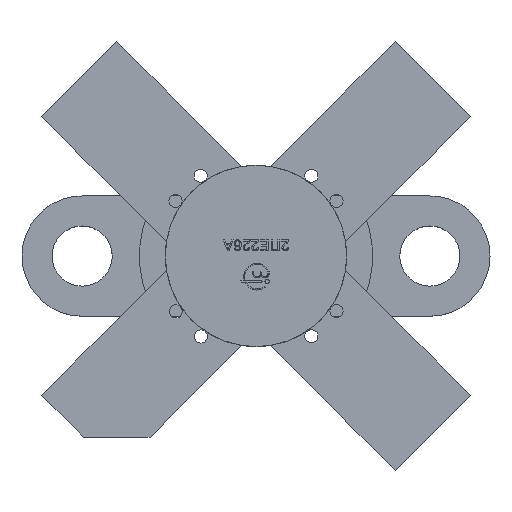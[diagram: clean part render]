
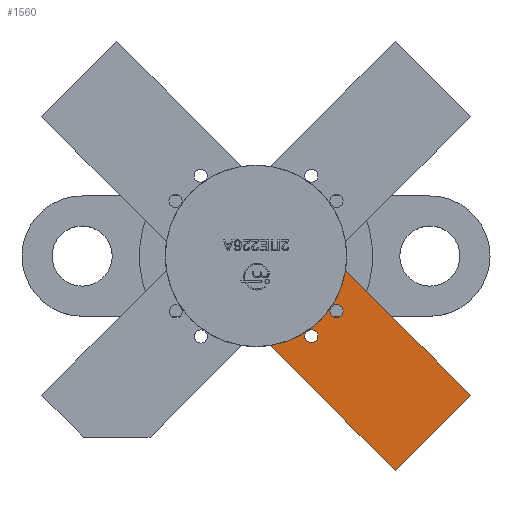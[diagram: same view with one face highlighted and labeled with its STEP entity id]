
A CAD part, top view. The second image highlights one B-rep face of the part: STEP entity #1560.
In plain terms, the highlighted planar face has unit normal (0, 0, 1).
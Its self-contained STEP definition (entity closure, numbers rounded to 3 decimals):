
#1560=ADVANCED_FACE('',(#3160,#3162,#3164),#3166,.T.);
#3160=FACE_BOUND('',#3161,.T.);
#3161=EDGE_LOOP('',(#4779,#4780,#4781,#4782));
#3162=FACE_BOUND('',#3163,.T.);
#3163=EDGE_LOOP('',(#4783));
#3164=FACE_BOUND('',#3165,.T.);
#3165=EDGE_LOOP('',(#4784));
#3166=PLANE('',#3167);
#3167=AXIS2_PLACEMENT_3D('',#3168,#3169,#3170);
#3168=CARTESIAN_POINT('',(0.,0.,4.85));
#3169=DIRECTION('',(0.,0.,1.));
#3170=DIRECTION('',(-1.,0.,0.));
#4779=ORIENTED_EDGE('',*,*,#5488,.F.);
#4780=ORIENTED_EDGE('',*,*,#5498,.T.);
#4781=ORIENTED_EDGE('',*,*,#5499,.T.);
#4782=ORIENTED_EDGE('',*,*,#5500,.T.);
#4783=ORIENTED_EDGE('',*,*,#5501,.T.);
#4784=ORIENTED_EDGE('',*,*,#5502,.T.);
#5488=EDGE_CURVE('',#6391,#6393,#6394,.T.);
#5498=EDGE_CURVE('',#6391,#6410,#6411,.T.);
#5499=EDGE_CURVE('',#6410,#6412,#6413,.T.);
#5500=EDGE_CURVE('',#6412,#6393,#6414,.T.);
#5501=EDGE_CURVE('',#6415,#6415,#6416,.F.);
#5502=EDGE_CURVE('',#6417,#6417,#6418,.F.);
#6391=VERTEX_POINT('',#8345);
#6393=VERTEX_POINT('',#8350);
#6394=CIRCLE('',#8351,4.825);
#6410=VERTEX_POINT('',#8391);
#6411=LINE('',#8392,#8393);
#6412=VERTEX_POINT('',#8395);
#6413=LINE('',#8396,#8397);
#6414=LINE('',#8399,#8400);
#6415=VERTEX_POINT('',#8402);
#6416=CIRCLE('',#8403,0.35);
#6417=VERTEX_POINT('',#8407);
#6418=CIRCLE('',#8408,0.35);
#8345=CARTESIAN_POINT('',(0.768,-4.763,4.85));
#8350=CARTESIAN_POINT('',(4.763,-0.768,4.85));
#8351=AXIS2_PLACEMENT_3D('',#8352,#8353,#8354);
#8352=CARTESIAN_POINT('',(0.,0.,4.85));
#8353=DIRECTION('',(0.,0.,1.));
#8354=DIRECTION('',(0.159,-0.987,0.));
#8391=CARTESIAN_POINT('',(7.407,-11.402,4.85));
#8392=CARTESIAN_POINT('',(0.768,-4.763,4.85));
#8393=VECTOR('',#8394,1.);
#8394=DIRECTION('',(0.707,-0.707,0.));
#8395=CARTESIAN_POINT('',(11.402,-7.407,4.85));
#8396=CARTESIAN_POINT('',(7.407,-11.402,4.85));
#8397=VECTOR('',#8398,1.);
#8398=DIRECTION('',(0.707,0.707,0.));
#8399=CARTESIAN_POINT('',(11.402,-7.407,4.85));
#8400=VECTOR('',#8401,1.);
#8401=DIRECTION('',(-0.707,0.707,0.));
#8402=CARTESIAN_POINT('',(2.597,-4.267,4.85));
#8403=AXIS2_PLACEMENT_3D('',#8404,#8405,#8406);
#8404=CARTESIAN_POINT('',(2.947,-4.267,4.85));
#8405=DIRECTION('',(0.,0.,1.));
#8406=DIRECTION('',(-1.,0.,0.));
#8407=CARTESIAN_POINT('',(3.934,-2.931,4.85));
#8408=AXIS2_PLACEMENT_3D('',#8409,#8410,#8411);
#8409=CARTESIAN_POINT('',(4.284,-2.931,4.85));
#8410=DIRECTION('',(0.,0.,1.));
#8411=DIRECTION('',(-1.,0.,0.));
